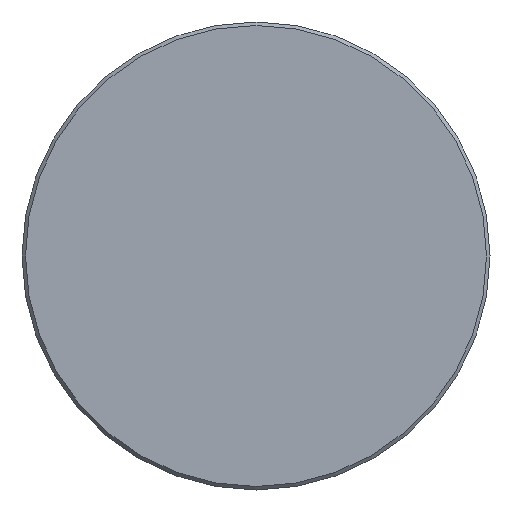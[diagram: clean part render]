
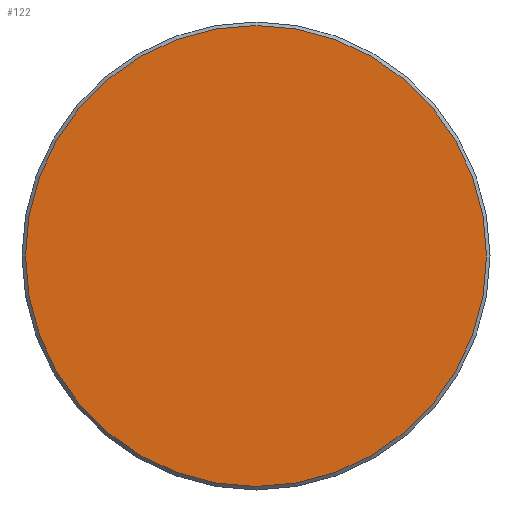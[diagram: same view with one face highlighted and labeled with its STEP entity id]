
A CAD part, left-side view. The second image highlights one B-rep face of the part: STEP entity #122.
In plain terms, the highlighted planar face has unit normal (-1, 0, 0).
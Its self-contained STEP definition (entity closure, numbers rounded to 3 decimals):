
#122=ADVANCED_FACE('',(#134),#126,.F.);
#126=PLANE('',#217);
#134=FACE_OUTER_BOUND('',#152,.T.);
#152=EDGE_LOOP('',(#170));
#170=ORIENTED_EDGE('',*,*,#188,.F.);
#179=VERTEX_POINT('',#284);
#188=EDGE_CURVE('',#179,#179,#197,.T.);
#197=CIRCLE('',#215,98.5);
#215=AXIS2_PLACEMENT_3D('',#283,#252,#253);
#217=AXIS2_PLACEMENT_3D('',#286,#256,#257);
#252=DIRECTION('',(1.,0.,0.));
#253=DIRECTION('',(0.,0.,-1.));
#256=DIRECTION('',(1.,0.,0.));
#257=DIRECTION('',(0.,0.,-1.));
#283=CARTESIAN_POINT('',(539.5,653.5,0.));
#284=CARTESIAN_POINT('',(539.5,653.5,-98.5));
#286=CARTESIAN_POINT('',(539.5,653.5,0.));
